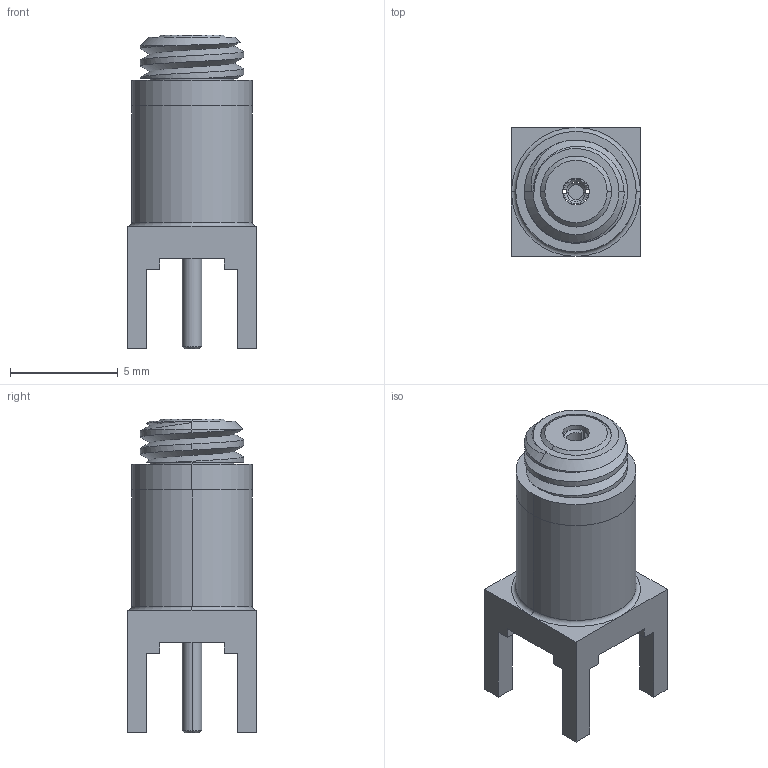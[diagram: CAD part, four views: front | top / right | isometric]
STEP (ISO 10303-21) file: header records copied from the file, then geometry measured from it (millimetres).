
FILE_DESCRIPTION (( 'STEP AP214' ), '1' );
FILE_NAME ('54-452-D3.STEP', '2024-08-08T11:31:02', ( '' ), ( '' ), 'SwSTEP 2.0', 'SolidWorks 2024', '' );
FILE_SCHEMA (( 'AUTOMOTIVE_DESIGN' ));
Length unit declared in the file: millimetre
Products named in the file (1): 54-452-D3
Bounding box: 6 x 6 x 14.6 mm (x, y, z)
Surface area: 625.4 mm2 (no closed solid volume)
Topology: 0 solids, 7 shells, 84 faces, 225 edges, 149 vertices
Faces by surface type: plane 47, cylinder 24, cone 9, torus 2, bspline 2
Entity records: 2978 total; most frequent: CARTESIAN_POINT 885, DIRECTION 438, ORIENTED_EDGE 410, EDGE_CURVE 225, AXIS2_PLACEMENT_3D 151, VERTEX_POINT 149, VECTOR 136, LINE 136
